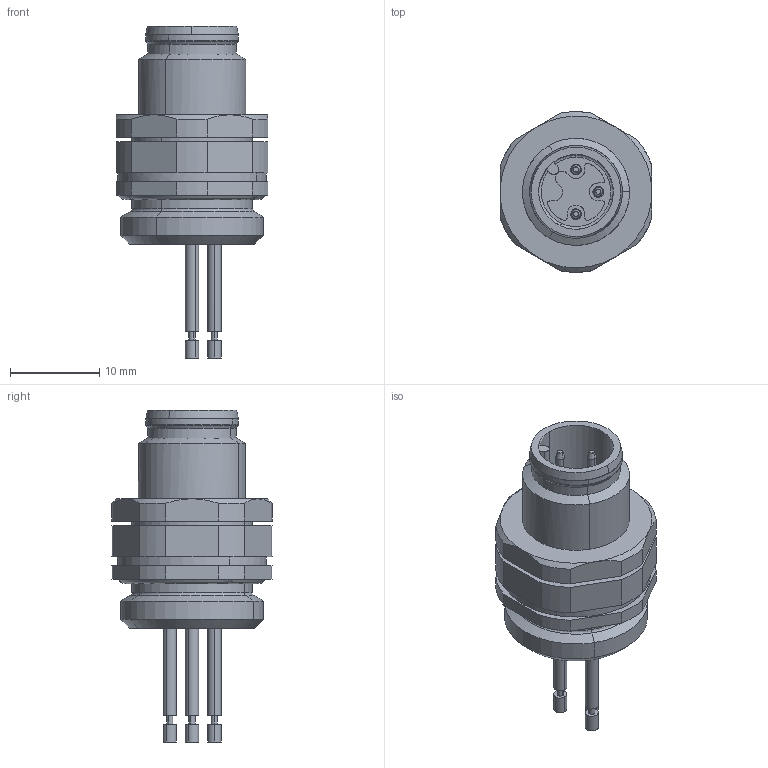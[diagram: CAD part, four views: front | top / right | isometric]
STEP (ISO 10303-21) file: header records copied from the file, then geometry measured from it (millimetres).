
FILE_DESCRIPTION(('CATIA V5 STEP Exchange','CAx-IF Rec.Pracs.--- Model Styling and Organization---1.4--- 2014-01-23'),'2;1');
FILE_NAME ('024055-3_0', '2020-11-16T16:30:07+00:00', ('none'), ('Weidmueller'), 'CATIA Version 5-6 Release 2016 SP3 HF44', 'CATIA V5 STEP AP214', 'none');
FILE_SCHEMA(('AUTOMOTIVE_DESIGN { 1 0 10303 214 1 1 1 1 }'));
Length unit declared in the file: millimetre
Products named in the file (1): 1861160000
Bounding box: 17 x 17.97 x 37.2 mm (x, y, z)
Volume: 2122.1 mm3; surface area: 4251.5 mm2
Topology: 9 solids, 9 shells, 437 faces, 1072 edges, 672 vertices
Faces by surface type: bspline 341, plane 96
Entity records: 13865 total; most frequent: CARTESIAN_POINT 7483, ORIENTED_EDGE 2126, EDGE_CURVE 1063, VERTEX_POINT 672, EDGE_LOOP 481, ADVANCED_FACE 437, FACE_OUTER_BOUND 437, DIRECTION 334
